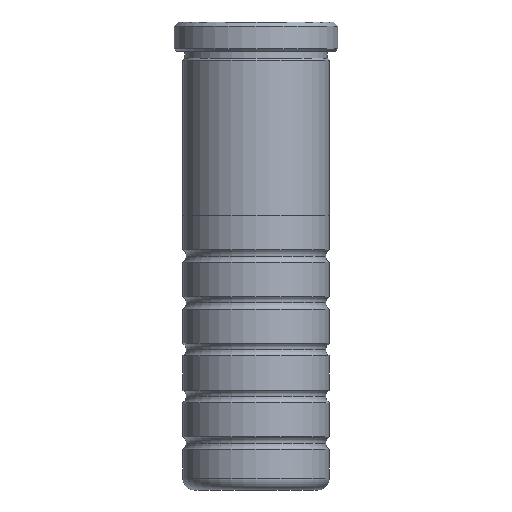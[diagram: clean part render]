
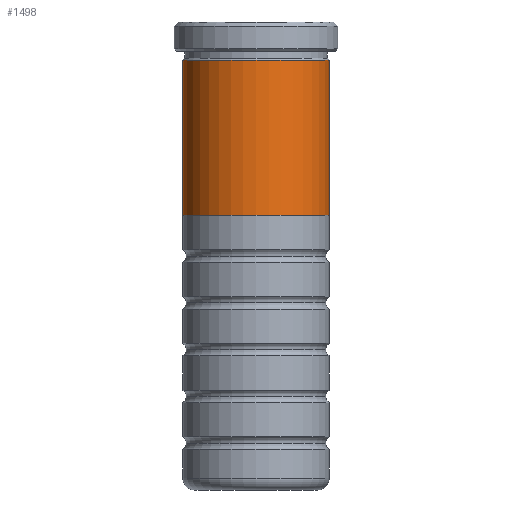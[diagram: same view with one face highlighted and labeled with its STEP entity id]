
A CAD part, front view. The second image highlights one B-rep face of the part: STEP entity #1498.
In plain terms, the highlighted cylindrical face has radius 12.507 mm (diameter 25.014 mm), a partial arc.
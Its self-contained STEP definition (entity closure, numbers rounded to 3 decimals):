
#14 = VERTEX_POINT ( 'NONE', #787 ) ;
#136 = EDGE_CURVE ( 'NONE', #632, #2116, #2191, .T. ) ;
#141 = AXIS2_PLACEMENT_3D ( 'NONE', #306, #1525, #489 ) ;
#280 = ORIENTED_EDGE ( 'NONE', *, *, #410, .F. ) ;
#306 = CARTESIAN_POINT ( 'NONE',  ( 0., 0., 47. ) ) ;
#359 = VECTOR ( 'NONE', #508, 1000. ) ;
#410 = EDGE_CURVE ( 'NONE', #14, #1004, #1286, .T. ) ;
#433 = DIRECTION ( 'NONE',  ( 0., 0., 1. ) ) ;
#489 = DIRECTION ( 'NONE',  ( 1., 0., 0. ) ) ;
#508 = DIRECTION ( 'NONE',  ( 0., 0., 1. ) ) ;
#577 = EDGE_CURVE ( 'NONE', #1004, #2116, #1607, .T. ) ;
#629 = DIRECTION ( 'NONE',  ( 0., 0., 1. ) ) ;
#632 = VERTEX_POINT ( 'NONE', #2194 ) ;
#734 = CARTESIAN_POINT ( 'NONE',  ( 0., 0., 73.5 ) ) ;
#755 = CIRCLE ( 'NONE', #141, 12.507 ) ;
#758 = CARTESIAN_POINT ( 'NONE',  ( -12.507, 0., 73.5 ) ) ;
#787 = CARTESIAN_POINT ( 'NONE',  ( -12.507, 0., 47. ) ) ;
#861 = VECTOR ( 'NONE', #433, 1000. ) ;
#894 = ORIENTED_EDGE ( 'NONE', *, *, #577, .F. ) ;
#920 = DIRECTION ( 'NONE',  ( 1., 0., 0. ) ) ;
#923 = FACE_OUTER_BOUND ( 'NONE', #950, .T. ) ;
#950 = EDGE_LOOP ( 'NONE', ( #280, #1134, #1223, #894 ) ) ;
#1004 = VERTEX_POINT ( 'NONE', #758 ) ;
#1134 = ORIENTED_EDGE ( 'NONE', *, *, #1548, .T. ) ;
#1223 = ORIENTED_EDGE ( 'NONE', *, *, #136, .T. ) ;
#1286 = LINE ( 'NONE', #1550, #359 ) ;
#1498 = ADVANCED_FACE ( 'NONE', ( #923 ), #1681, .T. ) ;
#1525 = DIRECTION ( 'NONE',  ( 0., 0., 1. ) ) ;
#1548 = EDGE_CURVE ( 'NONE', #14, #632, #755, .T. ) ;
#1550 = CARTESIAN_POINT ( 'NONE',  ( -12.507, 0., 73.8 ) ) ;
#1607 = CIRCLE ( 'NONE', #1814, 12.507 ) ;
#1679 = CARTESIAN_POINT ( 'NONE',  ( 0., 0., 73.8 ) ) ;
#1681 = CYLINDRICAL_SURFACE ( 'NONE', #1952, 12.507 ) ;
#1814 = AXIS2_PLACEMENT_3D ( 'NONE', #734, #1967, #920 ) ;
#1841 = CARTESIAN_POINT ( 'NONE',  ( 12.507, 0., 73.8 ) ) ;
#1870 = DIRECTION ( 'NONE',  ( 1., 0., 0. ) ) ;
#1952 = AXIS2_PLACEMENT_3D ( 'NONE', #1679, #629, #1870 ) ;
#1967 = DIRECTION ( 'NONE',  ( 0., 0., 1. ) ) ;
#2116 = VERTEX_POINT ( 'NONE', #2251 ) ;
#2191 = LINE ( 'NONE', #1841, #861 ) ;
#2194 = CARTESIAN_POINT ( 'NONE',  ( 12.507, 0., 47. ) ) ;
#2251 = CARTESIAN_POINT ( 'NONE',  ( 12.507, 0., 73.5 ) ) ;
